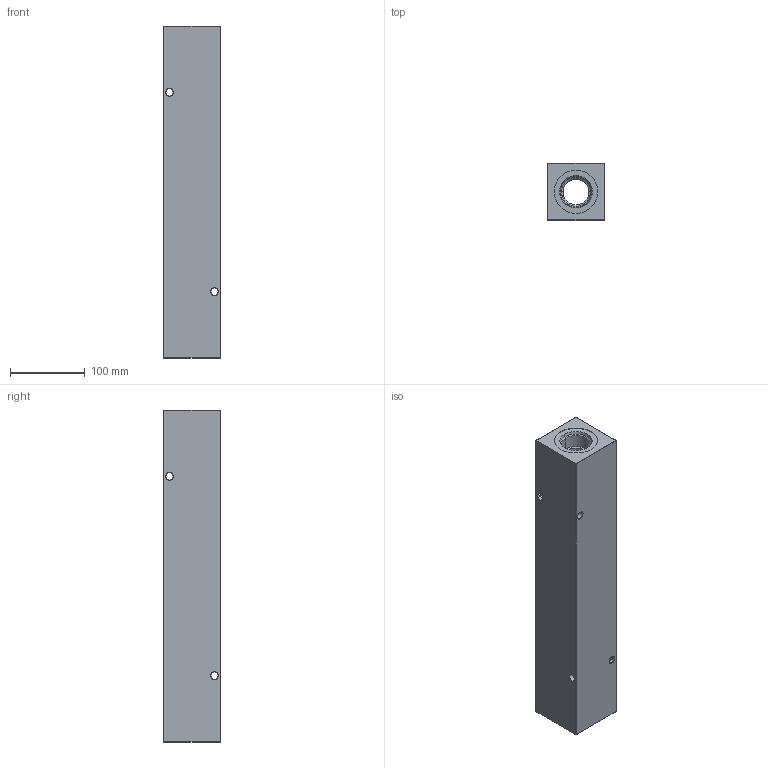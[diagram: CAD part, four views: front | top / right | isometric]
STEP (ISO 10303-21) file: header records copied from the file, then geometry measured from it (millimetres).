
FILE_DESCRIPTION (( 'STEP AP203' ), '1' );
FILE_NAME ('HM-5-90-S-20-12.STEP', '2020-11-09T23:35:13', ( '' ), ( '' ), 'SwSTEP 2.0', 'SolidWorks 2019', '' );
FILE_SCHEMA (( 'CONFIG_CONTROL_DESIGN' ));
Length unit declared in the file: inch
Products named in the file (1): HM-5-90-S-20-12
Bounding box: 76.2 x 76.2 x 444.5 mm (x, y, z)
Volume: 2000624.2 mm3; surface area: 209656.7 mm2
Topology: 1 solids, 1 shells, 632 faces, 1631 edges, 1050 vertices
Faces by surface type: plane 252, bspline 206, cone 88, cylinder 86
Entity records: 30048 total; most frequent: CARTESIAN_POINT 16020, ORIENTED_EDGE 3262, DIRECTION 2163, EDGE_CURVE 1631, VERTEX_POINT 1050, VECTOR 897, LINE 897, EDGE_LOOP 715
